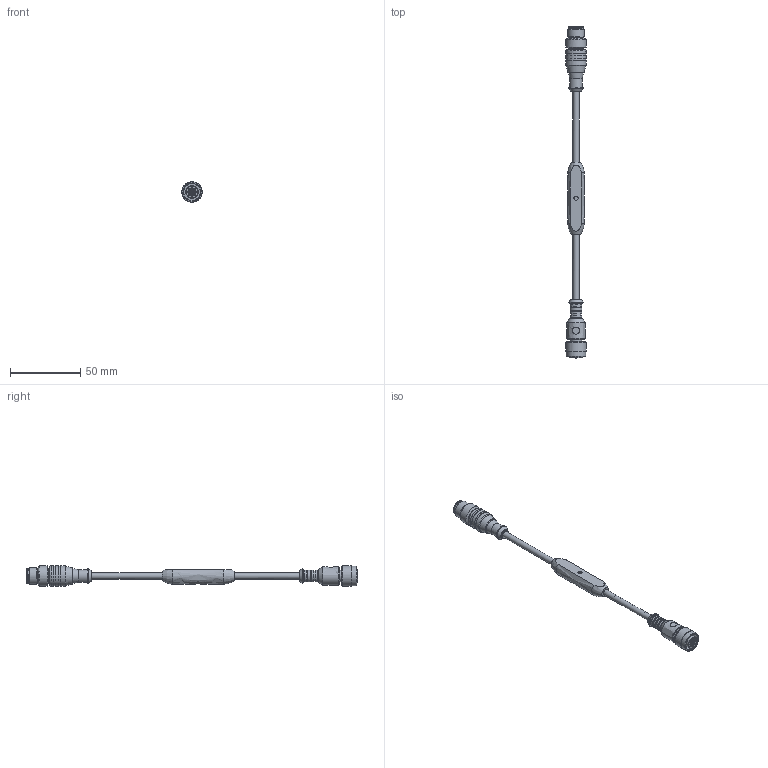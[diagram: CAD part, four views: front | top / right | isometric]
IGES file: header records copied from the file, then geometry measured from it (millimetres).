
Global section: file name: VKHM-Z; native system: Autodesk Inventor 2016; preprocessor: unknown; author: lck; organization: di-soric GmbH & Co. KG; date: 20160315.085222; units: millimetre
Bounding box: 14.5 x 235.75 x 14.5 mm (x, y, z)
Volume: 14803.8 mm3; surface area: 9692.3 mm2
Topology: 1 solids, 7 shells, 250 faces, 582 edges, 391 vertices
Faces by surface type: bspline 250
